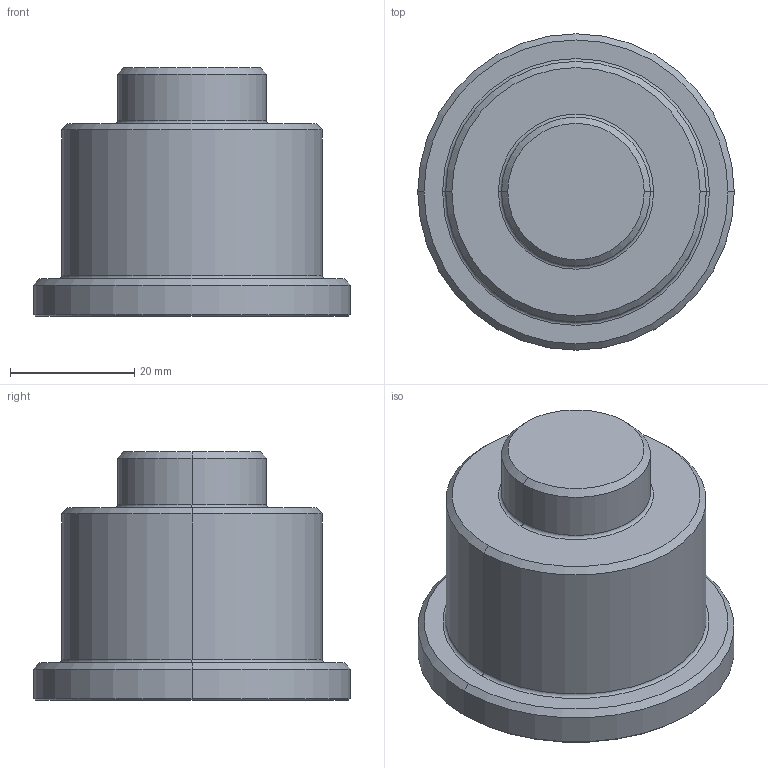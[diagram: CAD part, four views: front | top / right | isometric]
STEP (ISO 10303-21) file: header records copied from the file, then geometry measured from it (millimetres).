
FILE_DESCRIPTION((''),'2;1');
FILE_NAME('AL_PISTON_HQ','2022-03-16T12:10:09',('wshq'),(''),'CREO PARAMETRIC BY PTC INC, 2020281','CREO PARAMETRIC BY PTC INC, 2020281','');
FILE_SCHEMA(('CONFIG_CONTROL_DESIGN'));
Length unit declared in the file: millimetre
Products named in the file (1): AL_PISTON_HQ
Bounding box: 51 x 51 x 40 mm (x, y, z)
Volume: 28334.7 mm3; surface area: 11299.8 mm2
Topology: 1 solids, 1 shells, 36 faces, 70 edges, 40 vertices
Faces by surface type: cone 12, cylinder 10, torus 8, plane 6
Entity records: 960 total; most frequent: DIRECTION 190, CARTESIAN_POINT 146, ORIENTED_EDGE 140, AXIS2_PLACEMENT_3D 84, EDGE_CURVE 70, CIRCLE 48, VERTEX_POINT 40, EDGE_LOOP 40
